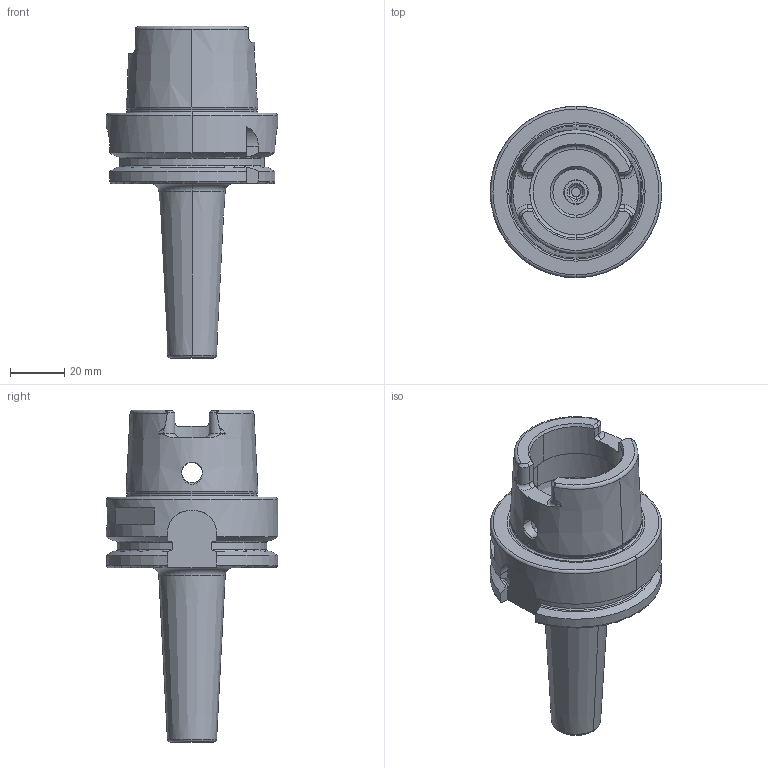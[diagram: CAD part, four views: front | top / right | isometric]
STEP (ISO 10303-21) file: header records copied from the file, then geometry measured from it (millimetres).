
FILE_DESCRIPTION((''),'2;1');
FILE_NAME('A63_72_12','2020-08-06T',('103090'),(''),'CREO PARAMETRIC BY PTC INC, 2016260','CREO PARAMETRIC BY PTC INC, 2016260','');
FILE_SCHEMA(('CONFIG_CONTROL_DESIGN'));
Length unit declared in the file: millimetre
Products named in the file (1): A63_72_12
Bounding box: 63 x 63 x 122 mm (x, y, z)
Volume: 98495.2 mm3; surface area: 28408.2 mm2
Topology: 1 solids, 1 shells, 180 faces, 453 edges, 283 vertices
Faces by surface type: plane 58, cylinder 47, cone 40, torus 35
Entity records: 6143 total; most frequent: CARTESIAN_POINT 1827, DIRECTION 906, ORIENTED_EDGE 900, EDGE_CURVE 450, AXIS2_PLACEMENT_3D 376, VERTEX_POINT 281, EDGE_LOOP 193, CIRCLE 193
